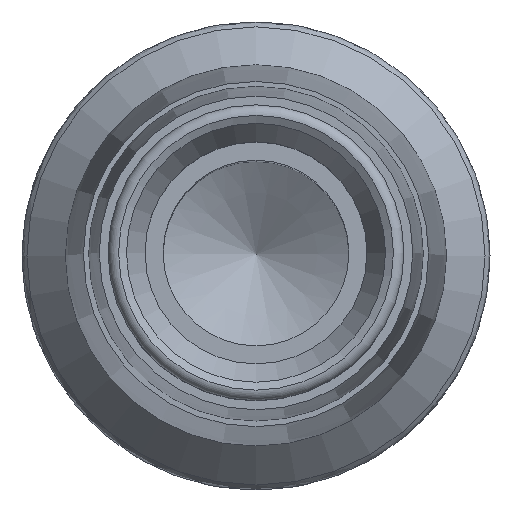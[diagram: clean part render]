
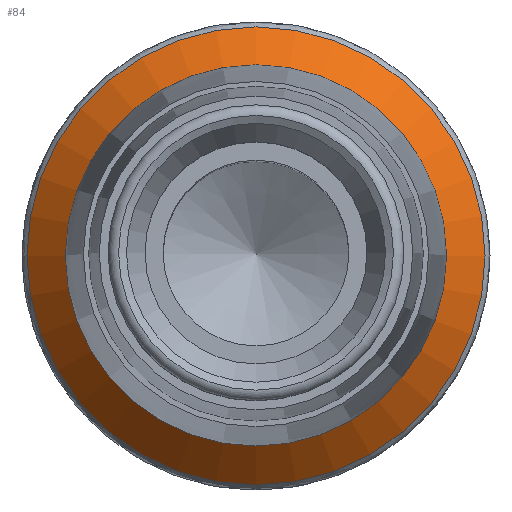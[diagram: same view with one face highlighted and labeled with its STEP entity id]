
A CAD part, top view. The second image highlights one B-rep face of the part: STEP entity #84.
In plain terms, the highlighted face is a revolution surface.
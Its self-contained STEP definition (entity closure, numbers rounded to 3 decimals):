
#84=ADVANCED_FACE('',(#147,#148),#114,.T.);
#114=SURFACE_OF_REVOLUTION('',#134,#124);
#124=AXIS1_PLACEMENT('',#699,#473);
#134=B_SPLINE_CURVE_WITH_KNOTS('',5,(#693,#694,#695,#696,#697,#698),
 .UNSPECIFIED.,.F.,.F.,(6,6),(0.,1.),.UNSPECIFIED.);
#147=FACE_BOUND('',#207,.T.);
#148=FACE_BOUND('',#208,.T.);
#207=EDGE_LOOP('',(#265));
#208=EDGE_LOOP('',(#266));
#265=ORIENTED_EDGE('',*,*,#350,.F.);
#266=ORIENTED_EDGE('',*,*,#349,.T.);
#318=VERTEX_POINT('',#671);
#319=VERTEX_POINT('',#692);
#349=EDGE_CURVE('',#318,#318,#378,.T.);
#350=EDGE_CURVE('',#319,#319,#379,.T.);
#378=CIRCLE('',#408,5.242);
#379=CIRCLE('',#409,10.838);
#408=AXIS2_PLACEMENT_3D('',#670,#468,#469);
#409=AXIS2_PLACEMENT_3D('',#691,#471,#472);
#468=DIRECTION('',(0.,0.,-1.));
#469=DIRECTION('',(-1.,0.,0.));
#471=DIRECTION('',(0.,0.,-1.));
#472=DIRECTION('',(-1.,0.,0.));
#473=DIRECTION('',(0.,0.,-1.));
#670=CARTESIAN_POINT('',(0.,0.,-17.427));
#671=CARTESIAN_POINT('',(-5.242,0.,-17.427));
#691=CARTESIAN_POINT('',(0.,0.,-23.03));
#692=CARTESIAN_POINT('',(-10.838,0.,-23.03));
#693=CARTESIAN_POINT('',(5.242,0.,-17.427));
#694=CARTESIAN_POINT('',(6.36,0.,-18.548));
#695=CARTESIAN_POINT('',(7.479,0.,-19.669));
#696=CARTESIAN_POINT('',(8.599,0.,-20.79));
#697=CARTESIAN_POINT('',(9.718,0.,-21.91));
#698=CARTESIAN_POINT('',(10.838,0.,-23.03));
#699=CARTESIAN_POINT('',(0.,0.,0.));
